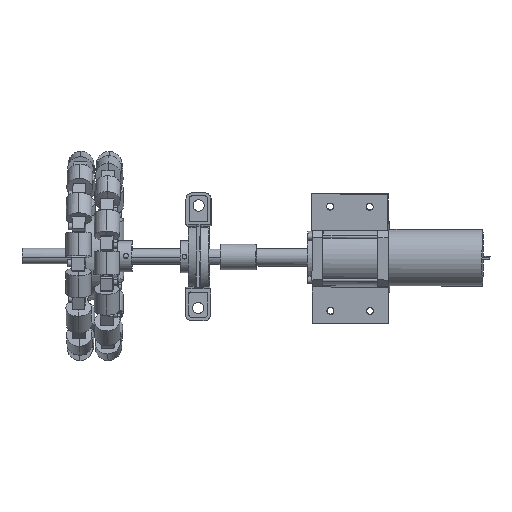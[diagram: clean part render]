
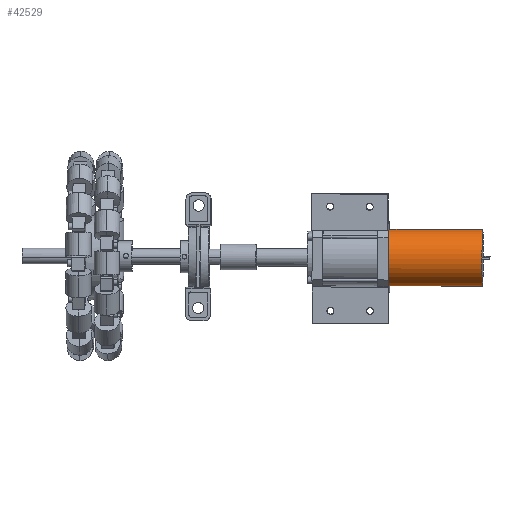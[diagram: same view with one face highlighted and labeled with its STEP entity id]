
A CAD part, front view. The second image highlights one B-rep face of the part: STEP entity #42529.
In plain terms, the highlighted cylindrical face has radius 20 mm (diameter 40 mm), a partial arc.
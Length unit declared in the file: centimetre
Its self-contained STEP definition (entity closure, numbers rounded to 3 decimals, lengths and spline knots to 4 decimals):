
#218 = EDGE_CURVE ( 'NONE', #13448, #38339, #29399, .T. ) ;
#1690 = ORIENTED_EDGE ( 'NONE', *, *, #20172, .T. ) ;
#2360 = AXIS2_PLACEMENT_3D ( 'NONE', #13130, #44414, #13426 ) ;
#3760 = CIRCLE ( 'NONE', #12803, 2. ) ;
#5284 = CARTESIAN_POINT ( 'NONE',  ( 0., 0., 0. ) ) ;
#5839 = FACE_OUTER_BOUND ( 'NONE', #13326, .T. ) ;
#6100 = CARTESIAN_POINT ( 'NONE',  ( 0., -6.65, -2. ) ) ;
#7458 = ORIENTED_EDGE ( 'NONE', *, *, #9317, .F. ) ;
#9317 = EDGE_CURVE ( 'NONE', #25537, #13448, #27865, .T. ) ;
#10787 = ORIENTED_EDGE ( 'NONE', *, *, #218, .F. ) ;
#12426 = ORIENTED_EDGE ( 'NONE', *, *, #38089, .T. ) ;
#12803 = AXIS2_PLACEMENT_3D ( 'NONE', #5284, #29313, #43251 ) ;
#12891 = CYLINDRICAL_SURFACE ( 'NONE', #34457, 2. ) ;
#13130 = CARTESIAN_POINT ( 'NONE',  ( 0., 0., 0. ) ) ;
#13326 = EDGE_LOOP ( 'NONE', ( #7458, #12426, #1690, #18201, #10787 ) ) ;
#13426 = DIRECTION ( 'NONE',  ( 0., 0., -1. ) ) ;
#13448 = VERTEX_POINT ( 'NONE', #34882 ) ;
#14945 = CIRCLE ( 'NONE', #2360, 2. ) ;
#18201 = ORIENTED_EDGE ( 'NONE', *, *, #34235, .T. ) ;
#18504 = VECTOR ( 'NONE', #32953, 100. ) ;
#19577 = VERTEX_POINT ( 'NONE', #29640 ) ;
#20172 = EDGE_CURVE ( 'NONE', #19577, #41628, #14945, .T. ) ;
#21541 = CARTESIAN_POINT ( 'NONE',  ( 0., -6.65, 0. ) ) ;
#21618 = DIRECTION ( 'NONE',  ( 0., 0., 1. ) ) ;
#25062 = AXIS2_PLACEMENT_3D ( 'NONE', #21541, #42084, #28573 ) ;
#25537 = VERTEX_POINT ( 'NONE', #40739 ) ;
#27865 = CIRCLE ( 'NONE', #25062, 2. ) ;
#28399 = CARTESIAN_POINT ( 'NONE',  ( 0., 0., 2. ) ) ;
#28573 = DIRECTION ( 'NONE',  ( 0., 0., -1. ) ) ;
#28967 = DIRECTION ( 'NONE',  ( 0., 1., 0. ) ) ;
#29145 = CARTESIAN_POINT ( 'NONE',  ( 0., -6.65, 2. ) ) ;
#29313 = DIRECTION ( 'NONE',  ( 0., -1., 0. ) ) ;
#29399 = LINE ( 'NONE', #29145, #18504 ) ;
#29445 = LINE ( 'NONE', #6100, #33244 ) ;
#29640 = CARTESIAN_POINT ( 'NONE',  ( 0., 0., -2. ) ) ;
#32031 = CARTESIAN_POINT ( 'NONE',  ( 0., -6.65, 0. ) ) ;
#32953 = DIRECTION ( 'NONE',  ( 0., 1., 0. ) ) ;
#33244 = VECTOR ( 'NONE', #37415, 100. ) ;
#34235 = EDGE_CURVE ( 'NONE', #41628, #38339, #3760, .T. ) ;
#34457 = AXIS2_PLACEMENT_3D ( 'NONE', #32031, #28967, #21618 ) ;
#34882 = CARTESIAN_POINT ( 'NONE',  ( 0., -6.65, 2. ) ) ;
#37415 = DIRECTION ( 'NONE',  ( 0., 1., 0. ) ) ;
#38089 = EDGE_CURVE ( 'NONE', #25537, #19577, #29445, .T. ) ;
#38339 = VERTEX_POINT ( 'NONE', #28399 ) ;
#40327 = CARTESIAN_POINT ( 'NONE',  ( 2., 0., 0. ) ) ;
#40739 = CARTESIAN_POINT ( 'NONE',  ( 0., -6.65, -2. ) ) ;
#41628 = VERTEX_POINT ( 'NONE', #40327 ) ;
#42084 = DIRECTION ( 'NONE',  ( 0., -1., 0. ) ) ;
#42529 = ADVANCED_FACE ( 'NONE', ( #5839 ), #12891, .T. ) ;
#43251 = DIRECTION ( 'NONE',  ( 0., 0., -1. ) ) ;
#44414 = DIRECTION ( 'NONE',  ( 0., -1., 0. ) ) ;
